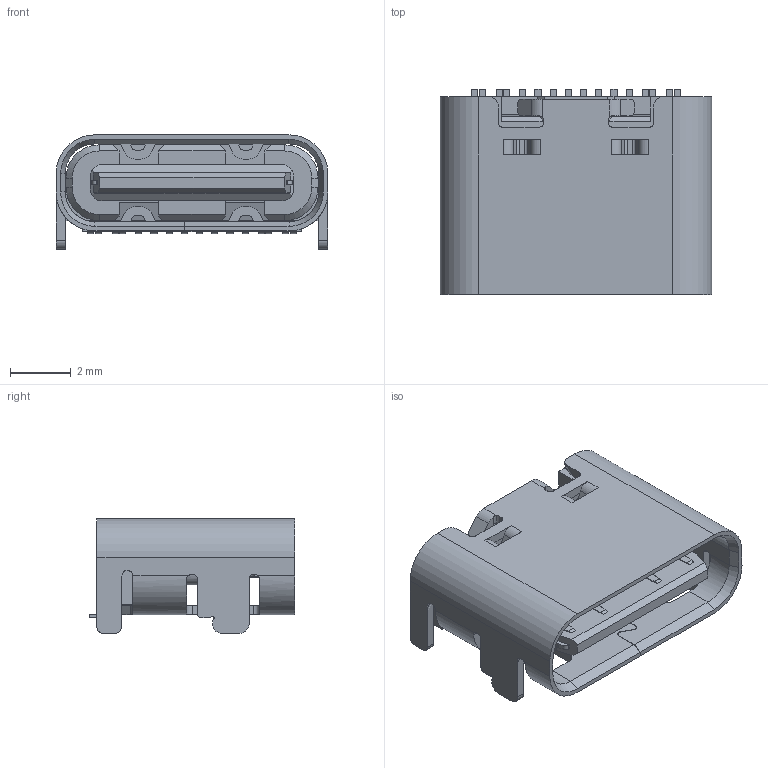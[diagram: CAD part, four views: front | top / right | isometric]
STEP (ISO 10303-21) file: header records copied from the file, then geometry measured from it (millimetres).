
FILE_DESCRIPTION(/* description */ ('STEP AP214'),/* implementation_level */ '2;1');
FILE_NAME(/* name */ 'Same Sky UJ20-C-H-G-SMT-2-P16-TR.step',/* time_stamp */ '2026-02-05T10:10:43Z',/* author */ (''),/* organization */ (''),/* preprocessor_version */ 'ST-DEVELOPER v20.1',/* originating_system */ 'Autodesk Translation Framework v14.24.0.0',/* authorisation */ '');
FILE_SCHEMA (('AUTOMOTIVE_DESIGN { 1 0 10303 214 3 1 1 }'));
Length unit declared in the file: inch
Products named in the file (1): Same_Sky_UJ20-C-H-G-SMT-2-P16-TR
Bounding box: 8.94 x 6.75 x 3.76 mm (x, y, z)
Volume: 95.3 mm3; surface area: 427.6 mm2
Topology: 1 solids, 1 shells, 664 faces, 1965 edges, 1279 vertices
Faces by surface type: plane 470, cylinder 175, cone 13, bspline 6
Entity records: 23729 total; most frequent: CARTESIAN_POINT 5229, ORIENTED_EDGE 3930, DIRECTION 3670, EDGE_CURVE 1965, LINE 1518, VECTOR 1518, VERTEX_POINT 1279, AXIS2_PLACEMENT_3D 1076
